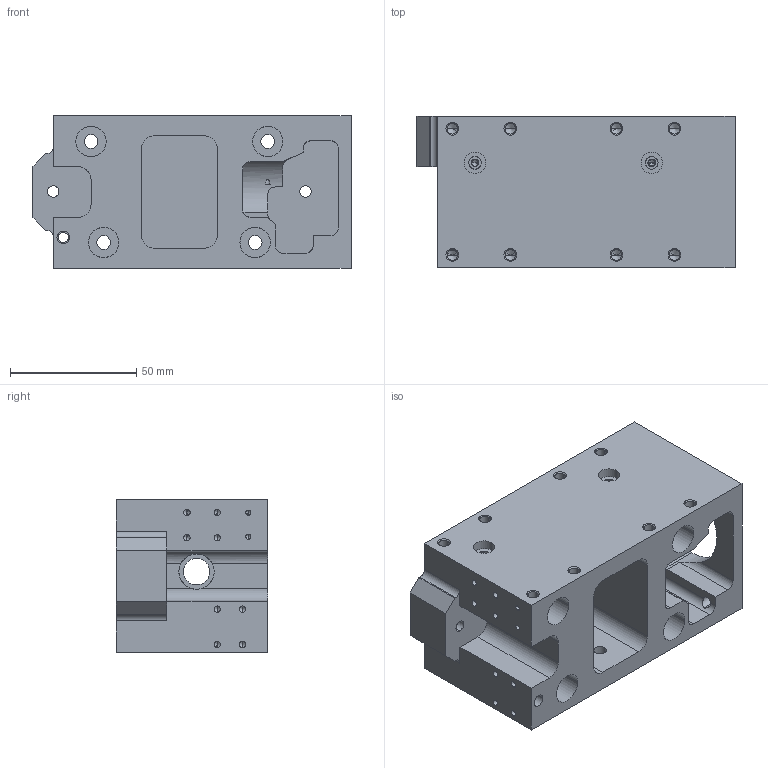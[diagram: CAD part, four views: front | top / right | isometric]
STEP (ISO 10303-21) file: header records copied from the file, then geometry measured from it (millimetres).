
FILE_DESCRIPTION (( 'STEP AP214' ), '1' );
FILE_NAME ('XW-USI-032-A-bloc-moteur-X.STEP', '2020-09-16T12:13:17', ( '' ), ( '' ), 'SwSTEP 2.0', 'SolidWorks 2016', '' );
FILE_SCHEMA (( 'AUTOMOTIVE_DESIGN' ));
Length unit declared in the file: millimetre
Products named in the file (1): XW-USI-032-A-bloc-moteur-X
Bounding box: 126 x 60 x 60.5 mm (x, y, z)
Volume: 243731.1 mm3; surface area: 65961.2 mm2
Topology: 1 solids, 1 shells, 314 faces, 805 edges, 476 vertices
Faces by surface type: cylinder 159, cone 92, plane 63
Entity records: 10794 total; most frequent: CARTESIAN_POINT 2455, DIRECTION 1658, ORIENTED_EDGE 1490, EDGE_CURVE 745, AXIS2_PLACEMENT_3D 645, VERTEX_POINT 476, EDGE_LOOP 401, LINE 368
